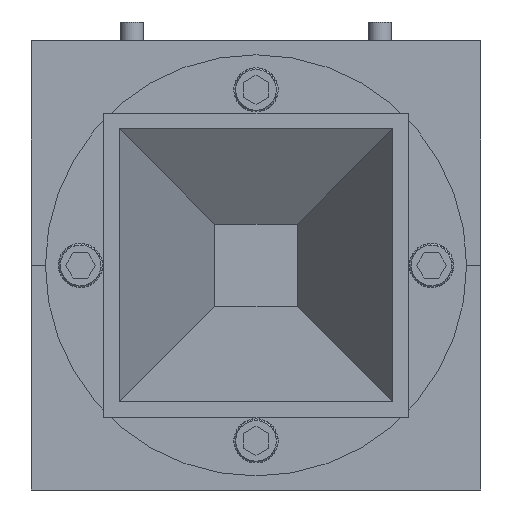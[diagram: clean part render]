
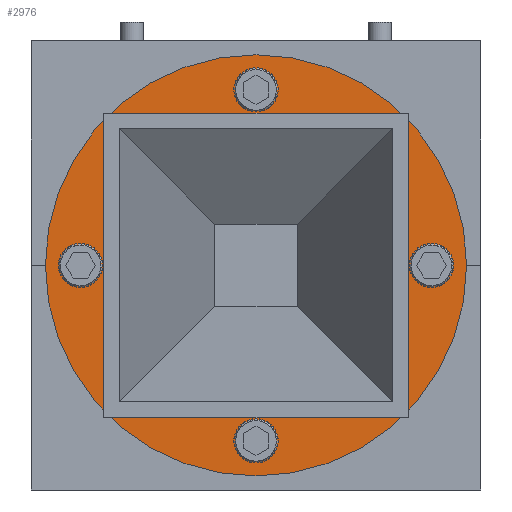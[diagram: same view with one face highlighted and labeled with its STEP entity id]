
A CAD part, left-side view. The second image highlights one B-rep face of the part: STEP entity #2976.
In plain terms, the highlighted planar face has unit normal (-1, 0, 0).
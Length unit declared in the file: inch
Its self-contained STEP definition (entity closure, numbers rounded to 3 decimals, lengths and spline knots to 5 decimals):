
#509 = LINE ( 'NONE', #26331, #17502 ) ;
#983 = CIRCLE ( 'NONE', #1516, 0.056 ) ;
#1324 = DIRECTION ( 'NONE',  ( 0., 0., 1. ) ) ;
#1516 = AXIS2_PLACEMENT_3D ( 'NONE', #6479, #12131, #27345 ) ;
#1583 = FACE_BOUND ( 'NONE', #33724, .T. ) ;
#1653 = LINE ( 'NONE', #30683, #10594 ) ;
#1816 = DIRECTION ( 'NONE',  ( 0., 0., 1. ) ) ;
#1975 = VERTEX_POINT ( 'NONE', #12414 ) ;
#2253 = FACE_BOUND ( 'NONE', #31752, .T. ) ;
#2474 = VERTEX_POINT ( 'NONE', #12908 ) ;
#2976 = ADVANCED_FACE ( 'NONE', ( #4473, #2253, #27734, #14571, #12683, #9958, #25009, #4302, #1583, #20036 ), #25177, .T. ) ;
#3014 = DIRECTION ( 'NONE',  ( -1., 0., 0. ) ) ;
#3738 = DIRECTION ( 'NONE',  ( 0., 0., 1. ) ) ;
#3913 = CARTESIAN_POINT ( 'NONE',  ( 1.49, 0.33146, 0.33146 ) ) ;
#4302 = FACE_BOUND ( 'NONE', #21587, .T. ) ;
#4372 = DIRECTION ( 'NONE',  ( -1., 0., 0. ) ) ;
#4473 = FACE_OUTER_BOUND ( 'NONE', #6078, .T. ) ;
#4489 = CARTESIAN_POINT ( 'NONE',  ( 1.49, 0.33146, -0.33146 ) ) ;
#4541 = ORIENTED_EDGE ( 'NONE', *, *, #8675, .F. ) ;
#4865 = VERTEX_POINT ( 'NONE', #25744 ) ;
#5357 = EDGE_LOOP ( 'NONE', ( #16578 ) ) ;
#5522 = CIRCLE ( 'NONE', #16438, 0.5625 ) ;
#5534 = CARTESIAN_POINT ( 'NONE',  ( 1.49, 0.152, -0.152 ) ) ;
#5699 = DIRECTION ( 'NONE',  ( -1., 0., 0. ) ) ;
#6078 = EDGE_LOOP ( 'NONE', ( #11005 ) ) ;
#6211 = EDGE_CURVE ( 'NONE', #13965, #13965, #10943, .T. ) ;
#6452 = EDGE_CURVE ( 'NONE', #12965, #33232, #509, .T. ) ;
#6479 = CARTESIAN_POINT ( 'NONE',  ( 1.49, 0., -0.46875 ) ) ;
#6518 = VERTEX_POINT ( 'NONE', #30052 ) ;
#6589 = AXIS2_PLACEMENT_3D ( 'NONE', #3913, #8879, #3738 ) ;
#6606 = CARTESIAN_POINT ( 'NONE',  ( 1.49, -0.33146, 0.36496 ) ) ;
#6692 = EDGE_CURVE ( 'NONE', #24405, #24405, #11509, .T. ) ;
#6959 = EDGE_CURVE ( 'NONE', #30021, #30021, #15893, .T. ) ;
#7372 = DIRECTION ( 'NONE',  ( 0., -1., 0. ) ) ;
#7535 = EDGE_LOOP ( 'NONE', ( #4541, #28674, #17624, #19650 ) ) ;
#7683 = AXIS2_PLACEMENT_3D ( 'NONE', #32946, #22718, #30381 ) ;
#8113 = CARTESIAN_POINT ( 'NONE',  ( 1.49, 0., 0.52475 ) ) ;
#8131 = ORIENTED_EDGE ( 'NONE', *, *, #15317, .F. ) ;
#8364 = CARTESIAN_POINT ( 'NONE',  ( 1.49, -0.152, -0.152 ) ) ;
#8428 = DIRECTION ( 'NONE',  ( 0., 0., 1. ) ) ;
#8675 = EDGE_CURVE ( 'NONE', #33232, #6518, #1653, .T. ) ;
#8879 = DIRECTION ( 'NONE',  ( -1., 0., 0. ) ) ;
#8926 = DIRECTION ( 'NONE',  ( 0., 1., 0. ) ) ;
#8980 = ORIENTED_EDGE ( 'NONE', *, *, #23174, .F. ) ;
#9177 = CARTESIAN_POINT ( 'NONE',  ( 1.49, -0.46875, 0.056 ) ) ;
#9958 = FACE_BOUND ( 'NONE', #16003, .T. ) ;
#10594 = VECTOR ( 'NONE', #1816, 39.37008 ) ;
#10714 = DIRECTION ( 'NONE',  ( 0., 0., -1. ) ) ;
#10943 = CIRCLE ( 'NONE', #30042, 0.03125 ) ;
#11005 = ORIENTED_EDGE ( 'NONE', *, *, #12020, .F. ) ;
#11444 = DIRECTION ( 'NONE',  ( 0., 1., 0. ) ) ;
#11509 = CIRCLE ( 'NONE', #7683, 0.056 ) ;
#11926 = CARTESIAN_POINT ( 'NONE',  ( 1.49, 0.46875, 0. ) ) ;
#12020 = EDGE_CURVE ( 'NONE', #4865, #4865, #5522, .T. ) ;
#12131 = DIRECTION ( 'NONE',  ( -1., 0., 0. ) ) ;
#12414 = CARTESIAN_POINT ( 'NONE',  ( 1.49, 0.33146, 0.36271 ) ) ;
#12683 = FACE_BOUND ( 'NONE', #20904, .T. ) ;
#12908 = CARTESIAN_POINT ( 'NONE',  ( 1.49, 0.33146, -0.29796 ) ) ;
#12965 = VERTEX_POINT ( 'NONE', #5534 ) ;
#13965 = VERTEX_POINT ( 'NONE', #27297 ) ;
#14002 = CARTESIAN_POINT ( 'NONE',  ( 1.49, -0.152, 0.152 ) ) ;
#14093 = EDGE_CURVE ( 'NONE', #27891, #12965, #26287, .T. ) ;
#14096 = CARTESIAN_POINT ( 'NONE',  ( 1.49, 0.46875, 0.056 ) ) ;
#14389 = ORIENTED_EDGE ( 'NONE', *, *, #6211, .F. ) ;
#14571 = FACE_BOUND ( 'NONE', #27834, .T. ) ;
#15317 = EDGE_CURVE ( 'NONE', #1975, #1975, #15862, .T. ) ;
#15862 = CIRCLE ( 'NONE', #6589, 0.03125 ) ;
#15893 = CIRCLE ( 'NONE', #20753, 0.0335 ) ;
#15966 = ORIENTED_EDGE ( 'NONE', *, *, #23860, .F. ) ;
#16003 = EDGE_LOOP ( 'NONE', ( #14389 ) ) ;
#16438 = AXIS2_PLACEMENT_3D ( 'NONE', #21584, #31977, #8926 ) ;
#16578 = ORIENTED_EDGE ( 'NONE', *, *, #6692, .F. ) ;
#17301 = CARTESIAN_POINT ( 'NONE',  ( 1.49, 0.1, 0. ) ) ;
#17502 = VECTOR ( 'NONE', #18614, 39.37008 ) ;
#17624 = ORIENTED_EDGE ( 'NONE', *, *, #14093, .F. ) ;
#18614 = DIRECTION ( 'NONE',  ( 0., -1., 0. ) ) ;
#19005 = CIRCLE ( 'NONE', #32633, 0.056 ) ;
#19074 = CARTESIAN_POINT ( 'NONE',  ( 1.49, 0.152, -0.152 ) ) ;
#19650 = ORIENTED_EDGE ( 'NONE', *, *, #24796, .F. ) ;
#20036 = FACE_BOUND ( 'NONE', #7535, .T. ) ;
#20513 = CARTESIAN_POINT ( 'NONE',  ( 1.49, -0.33146, -0.33146 ) ) ;
#20529 = VECTOR ( 'NONE', #10714, 39.37008 ) ;
#20547 = CIRCLE ( 'NONE', #26023, 0.056 ) ;
#20753 = AXIS2_PLACEMENT_3D ( 'NONE', #28667, #3014, #20820 ) ;
#20820 = DIRECTION ( 'NONE',  ( 0., 0., 1. ) ) ;
#20904 = EDGE_LOOP ( 'NONE', ( #31253 ) ) ;
#21121 = VERTEX_POINT ( 'NONE', #8113 ) ;
#21584 = CARTESIAN_POINT ( 'NONE',  ( 1.49, 0., 0. ) ) ;
#21587 = EDGE_LOOP ( 'NONE', ( #15966 ) ) ;
#22304 = DIRECTION ( 'NONE',  ( 0., 0., 1. ) ) ;
#22489 = ORIENTED_EDGE ( 'NONE', *, *, #26135, .F. ) ;
#22718 = DIRECTION ( 'NONE',  ( -1., 0., 0. ) ) ;
#22789 = DIRECTION ( 'NONE',  ( -1., 0., 0. ) ) ;
#22804 = DIRECTION ( 'NONE',  ( 0., 0., 1. ) ) ;
#23174 = EDGE_CURVE ( 'NONE', #21121, #21121, #20547, .T. ) ;
#23317 = CIRCLE ( 'NONE', #31484, 0.0335 ) ;
#23860 = EDGE_CURVE ( 'NONE', #2474, #2474, #23317, .T. ) ;
#24197 = VERTEX_POINT ( 'NONE', #14096 ) ;
#24405 = VERTEX_POINT ( 'NONE', #9177 ) ;
#24469 = VECTOR ( 'NONE', #11444, 39.37008 ) ;
#24533 = VERTEX_POINT ( 'NONE', #26747 ) ;
#24796 = EDGE_CURVE ( 'NONE', #6518, #27891, #32097, .T. ) ;
#25009 = FACE_BOUND ( 'NONE', #26930, .T. ) ;
#25177 = PLANE ( 'NONE',  #25945 ) ;
#25744 = CARTESIAN_POINT ( 'NONE',  ( 1.49, 0.5625, 0. ) ) ;
#25945 = AXIS2_PLACEMENT_3D ( 'NONE', #17301, #22789, #7372 ) ;
#26023 = AXIS2_PLACEMENT_3D ( 'NONE', #31669, #5699, #8428 ) ;
#26135 = EDGE_CURVE ( 'NONE', #24533, #24533, #983, .T. ) ;
#26287 = LINE ( 'NONE', #19074, #20529 ) ;
#26331 = CARTESIAN_POINT ( 'NONE',  ( 1.49, -0.152, -0.152 ) ) ;
#26650 = EDGE_CURVE ( 'NONE', #24197, #24197, #19005, .T. ) ;
#26747 = CARTESIAN_POINT ( 'NONE',  ( 1.49, 0., -0.41275 ) ) ;
#26930 = EDGE_LOOP ( 'NONE', ( #8131 ) ) ;
#27297 = CARTESIAN_POINT ( 'NONE',  ( 1.49, -0.33146, -0.30021 ) ) ;
#27345 = DIRECTION ( 'NONE',  ( 0., 0., 1. ) ) ;
#27734 = FACE_BOUND ( 'NONE', #5357, .T. ) ;
#27834 = EDGE_LOOP ( 'NONE', ( #22489 ) ) ;
#27891 = VERTEX_POINT ( 'NONE', #33213 ) ;
#27922 = DIRECTION ( 'NONE',  ( -1., 0., 0. ) ) ;
#28667 = CARTESIAN_POINT ( 'NONE',  ( 1.49, -0.33146, 0.33146 ) ) ;
#28674 = ORIENTED_EDGE ( 'NONE', *, *, #6452, .F. ) ;
#29512 = ORIENTED_EDGE ( 'NONE', *, *, #6959, .F. ) ;
#30021 = VERTEX_POINT ( 'NONE', #6606 ) ;
#30042 = AXIS2_PLACEMENT_3D ( 'NONE', #20513, #30912, #22304 ) ;
#30052 = CARTESIAN_POINT ( 'NONE',  ( 1.49, -0.152, 0.152 ) ) ;
#30381 = DIRECTION ( 'NONE',  ( 0., 0., 1. ) ) ;
#30683 = CARTESIAN_POINT ( 'NONE',  ( 1.49, -0.152, -0.152 ) ) ;
#30912 = DIRECTION ( 'NONE',  ( -1., 0., 0. ) ) ;
#31253 = ORIENTED_EDGE ( 'NONE', *, *, #26650, .F. ) ;
#31484 = AXIS2_PLACEMENT_3D ( 'NONE', #4489, #27922, #22804 ) ;
#31669 = CARTESIAN_POINT ( 'NONE',  ( 1.49, 0., 0.46875 ) ) ;
#31752 = EDGE_LOOP ( 'NONE', ( #8980 ) ) ;
#31977 = DIRECTION ( 'NONE',  ( 1., 0., 0. ) ) ;
#32097 = LINE ( 'NONE', #14002, #24469 ) ;
#32633 = AXIS2_PLACEMENT_3D ( 'NONE', #11926, #4372, #1324 ) ;
#32946 = CARTESIAN_POINT ( 'NONE',  ( 1.49, -0.46875, 0. ) ) ;
#33213 = CARTESIAN_POINT ( 'NONE',  ( 1.49, 0.152, 0.152 ) ) ;
#33232 = VERTEX_POINT ( 'NONE', #8364 ) ;
#33724 = EDGE_LOOP ( 'NONE', ( #29512 ) ) ;
